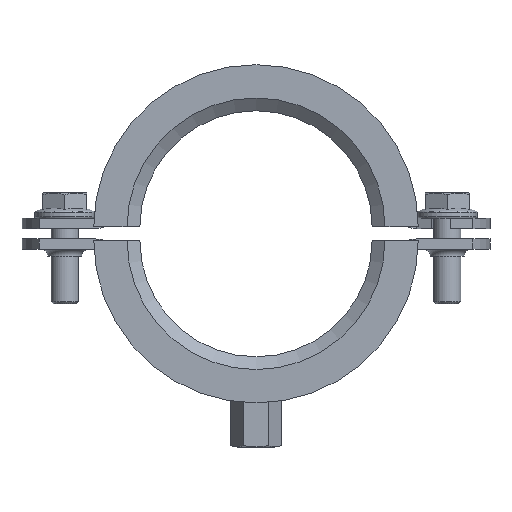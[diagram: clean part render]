
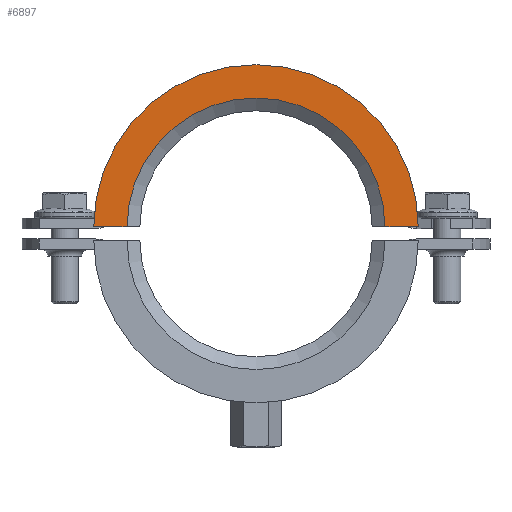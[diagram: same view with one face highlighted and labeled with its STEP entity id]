
A CAD part, left-side view. The second image highlights one B-rep face of the part: STEP entity #6897.
In plain terms, the highlighted planar face has unit normal (-1, 0, 0).
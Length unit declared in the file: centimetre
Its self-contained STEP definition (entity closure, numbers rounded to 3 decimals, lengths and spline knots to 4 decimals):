
#359=CIRCLE('',#7365,37.75);
#360=CIRCLE('',#7367,47.5);
#582=PLANE('',#7366);
#911=FACE_OUTER_BOUND('',#1330,.T.);
#1330=EDGE_LOOP('',(#6013,#6014,#6015,#6016));
#1794=LINE('',#14619,#2329);
#1795=LINE('',#14621,#2330);
#2329=VECTOR('',#8673,10.);
#2330=VECTOR('',#8674,10.);
#3226=VERTEX_POINT('',#14609);
#3229=VERTEX_POINT('',#14614);
#3230=VERTEX_POINT('',#14618);
#3231=VERTEX_POINT('',#14620);
#4182=EDGE_CURVE('',#3226,#3229,#359,.T.);
#4183=EDGE_CURVE('',#3230,#3226,#1794,.T.);
#4184=EDGE_CURVE('',#3231,#3229,#1795,.T.);
#4185=EDGE_CURVE('',#3230,#3231,#360,.T.);
#6013=ORIENTED_EDGE('',*,*,#4183,.T.);
#6014=ORIENTED_EDGE('',*,*,#4182,.T.);
#6015=ORIENTED_EDGE('',*,*,#4184,.F.);
#6016=ORIENTED_EDGE('',*,*,#4185,.F.);
#6897=ADVANCED_FACE('',(#911),#582,.T.);
#7365=AXIS2_PLACEMENT_3D('',#14616,#8669,#8670);
#7366=AXIS2_PLACEMENT_3D('',#14617,#8671,#8672);
#7367=AXIS2_PLACEMENT_3D('',#14622,#8675,#8676);
#8669=DIRECTION('center_axis',(1.,0.,0.));
#8670=DIRECTION('ref_axis',(0.,1.,0.));
#8671=DIRECTION('center_axis',(-1.,0.,0.));
#8672=DIRECTION('ref_axis',(0.,-1.,0.));
#8673=DIRECTION('',(0.,-1.,0.));
#8674=DIRECTION('',(0.,1.,0.));
#8675=DIRECTION('center_axis',(1.,0.,0.));
#8676=DIRECTION('ref_axis',(0.,1.,0.));
#14609=CARTESIAN_POINT('',(-10.7196,41.5028,67.));
#14614=CARTESIAN_POINT('',(-10.7196,-33.9972,67.));
#14616=CARTESIAN_POINT('Origin',(-10.7196,3.7528,67.));
#14617=CARTESIAN_POINT('Origin',(-10.7196,51.2528,67.));
#14618=CARTESIAN_POINT('',(-10.7196,51.2528,67.));
#14619=CARTESIAN_POINT('',(-10.7196,51.2528,67.));
#14620=CARTESIAN_POINT('',(-10.7196,-43.7472,67.));
#14621=CARTESIAN_POINT('',(-10.7196,-43.7472,67.));
#14622=CARTESIAN_POINT('Origin',(-10.7196,3.7528,67.));
